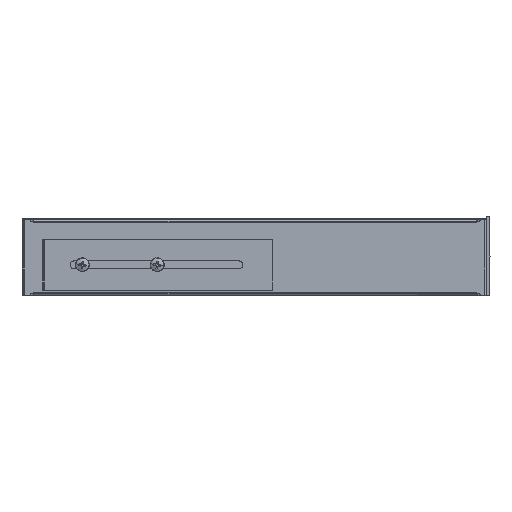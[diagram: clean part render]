
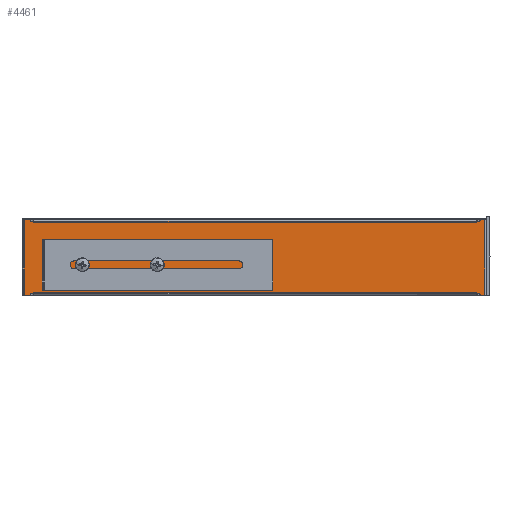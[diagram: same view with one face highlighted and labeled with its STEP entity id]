
A CAD part, left-side view. The second image highlights one B-rep face of the part: STEP entity #4461.
In plain terms, the highlighted planar face has unit normal (-1, 0, 0).
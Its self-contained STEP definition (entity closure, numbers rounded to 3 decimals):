
#413=FACE_BOUND('',#7627,.T.);
#414=FACE_BOUND('',#7628,.T.);
#4461=ADVANCED_FACE('',(#5929,#413,#414),#34628,.T.);
#5929=FACE_OUTER_BOUND('',#7626,.T.);
#7626=EDGE_LOOP('',(#12227,#12228,#12229,#12230,#12231,#12232,#12233,#12234,
#12235,#12236,#12237,#12238));
#7627=EDGE_LOOP('',(#12239,#12240));
#7628=EDGE_LOOP('',(#12241,#12242));
#12227=ORIENTED_EDGE('',*,*,#18342,.T.);
#12228=ORIENTED_EDGE('',*,*,#18340,.T.);
#12229=ORIENTED_EDGE('',*,*,#17310,.T.);
#12230=ORIENTED_EDGE('',*,*,#17282,.T.);
#12231=ORIENTED_EDGE('',*,*,#17302,.T.);
#12232=ORIENTED_EDGE('',*,*,#17298,.T.);
#12233=ORIENTED_EDGE('',*,*,#17313,.F.);
#12234=ORIENTED_EDGE('',*,*,#17283,.T.);
#12235=ORIENTED_EDGE('',*,*,#17321,.T.);
#12236=ORIENTED_EDGE('',*,*,#17311,.F.);
#12237=ORIENTED_EDGE('',*,*,#17337,.T.);
#12238=ORIENTED_EDGE('',*,*,#18341,.T.);
#12239=ORIENTED_EDGE('',*,*,#17362,.T.);
#12240=ORIENTED_EDGE('',*,*,#18397,.T.);
#12241=ORIENTED_EDGE('',*,*,#17365,.T.);
#12242=ORIENTED_EDGE('',*,*,#18400,.T.);
#17282=EDGE_CURVE('',#21045,#21044,#32562,.T.);
#17283=EDGE_CURVE('',#21040,#21028,#32563,.T.);
#17298=EDGE_CURVE('',#21016,#21043,#32577,.T.);
#17302=EDGE_CURVE('',#21044,#21016,#25358,.T.);
#17310=EDGE_CURVE('',#21022,#21045,#25362,.T.);
#17311=EDGE_CURVE('',#21047,#21046,#32582,.T.);
#17313=EDGE_CURVE('',#21040,#21043,#32584,.T.);
#17321=EDGE_CURVE('',#21028,#21046,#25367,.T.);
#17337=EDGE_CURVE('',#21047,#21034,#25374,.T.);
#17362=EDGE_CURVE('',#21060,#21751,#25382,.T.);
#17365=EDGE_CURVE('',#21062,#21753,#25384,.T.);
#18340=EDGE_CURVE('',#21708,#21022,#33110,.T.);
#18341=EDGE_CURVE('',#21034,#21709,#33111,.T.);
#18342=EDGE_CURVE('',#21709,#21708,#33112,.T.);
#18397=EDGE_CURVE('',#21751,#21060,#25494,.T.);
#18400=EDGE_CURVE('',#21753,#21062,#25496,.T.);
#21016=VERTEX_POINT('',#55196);
#21022=VERTEX_POINT('',#55202);
#21028=VERTEX_POINT('',#55208);
#21034=VERTEX_POINT('',#55214);
#21040=VERTEX_POINT('',#55220);
#21043=VERTEX_POINT('',#55223);
#21044=VERTEX_POINT('',#55224);
#21045=VERTEX_POINT('',#55225);
#21046=VERTEX_POINT('',#55226);
#21047=VERTEX_POINT('',#55227);
#21060=VERTEX_POINT('',#55240);
#21062=VERTEX_POINT('',#55242);
#21708=VERTEX_POINT('',#55888);
#21709=VERTEX_POINT('',#55889);
#21751=VERTEX_POINT('',#55931);
#21753=VERTEX_POINT('',#55933);
#25358=TRIMMED_CURVE($,#27156,(#56451),(#56452),.T.,.CARTESIAN.);
#25362=TRIMMED_CURVE($,#27160,(#56481),(#56482),.T.,.CARTESIAN.);
#25367=TRIMMED_CURVE($,#27165,(#56508),(#56509),.T.,.CARTESIAN.);
#25374=TRIMMED_CURVE($,#27172,(#56547),(#56548),.T.,.CARTESIAN.);
#25382=TRIMMED_CURVE($,#27180,(#56697),(#56698),.T.,.CARTESIAN.);
#25384=TRIMMED_CURVE($,#27182,(#56705),(#56706),.T.,.CARTESIAN.);
#25494=TRIMMED_CURVE($,#27292,(#60783),(#60784),.T.,.CARTESIAN.);
#25496=TRIMMED_CURVE($,#27294,(#60791),(#60792),.T.,.CARTESIAN.);
#27156=CIRCLE('',#37799,1.5);
#27160=CIRCLE('',#37803,1.5);
#27165=CIRCLE('',#37808,1.5);
#27172=CIRCLE('',#37815,1.5);
#27180=CIRCLE('',#37823,2.7);
#27182=CIRCLE('',#37825,2.7);
#27292=CIRCLE('',#37935,2.7);
#27294=CIRCLE('',#37937,2.7);
#32562=B_SPLINE_CURVE_WITH_KNOTS('',1,(#56408,#56409),.UNSPECIFIED.,.F.,
 .F.,(2,2),(0.,388.),.UNSPECIFIED.);
#32563=B_SPLINE_CURVE_WITH_KNOTS('',1,(#56410,#56411),.UNSPECIFIED.,.F.,
 .F.,(2,2),(0.,4.),.UNSPECIFIED.);
#32577=B_SPLINE_CURVE_WITH_KNOTS('',1,(#56440,#56441),.UNSPECIFIED.,.F.,
 .F.,(2,2),(0.,4.),.UNSPECIFIED.);
#32582=B_SPLINE_CURVE_WITH_KNOTS('',1,(#56483,#56484),.UNSPECIFIED.,.F.,
 .F.,(2,2),(0.,388.),.UNSPECIFIED.);
#32584=B_SPLINE_CURVE_WITH_KNOTS('',1,(#56487,#56488),.UNSPECIFIED.,.F.,
 .F.,(2,2),(0.,65.5),.UNSPECIFIED.);
#33110=B_SPLINE_CURVE_WITH_KNOTS('',1,(#60632,#60633),.UNSPECIFIED.,.F.,
 .F.,(2,2),(1.5,7.),.UNSPECIFIED.);
#33111=B_SPLINE_CURVE_WITH_KNOTS('',1,(#60634,#60635),.UNSPECIFIED.,.F.,
 .F.,(2,2),(0.,5.5),.UNSPECIFIED.);
#33112=B_SPLINE_CURVE_WITH_KNOTS('',1,(#60636,#60637),.UNSPECIFIED.,.F.,
 .F.,(2,2),(0.,65.5),.UNSPECIFIED.);
#34628=PLANE('',#37717);
#37717=AXIS2_PLACEMENT_3D('',#55064,#41878,$);
#37799=AXIS2_PLACEMENT_3D($,#56450,#42002,#42003);
#37803=AXIS2_PLACEMENT_3D($,#56480,#42010,#42011);
#37808=AXIS2_PLACEMENT_3D($,#56507,#42020,#42021);
#37815=AXIS2_PLACEMENT_3D($,#56546,#42034,#42035);
#37823=AXIS2_PLACEMENT_3D($,#56696,#42050,#42051);
#37825=AXIS2_PLACEMENT_3D($,#56704,#42054,#42055);
#37935=AXIS2_PLACEMENT_3D($,#60782,#42274,#42275);
#37937=AXIS2_PLACEMENT_3D($,#60790,#42278,#42279);
#41878=DIRECTION('',(-1.,0.,0.));
#42002=DIRECTION('',(1.,0.,0.));
#42003=DIRECTION('',(0.,0.,1.));
#42010=DIRECTION('',(1.,0.,0.));
#42011=DIRECTION('',(0.,1.,0.));
#42020=DIRECTION('',(1.,0.,0.));
#42021=DIRECTION('',(0.,-1.,0.));
#42034=DIRECTION('',(1.,0.,0.));
#42035=DIRECTION('',(0.,0.,-1.));
#42050=DIRECTION('',(1.,0.,0.));
#42051=DIRECTION('',(0.,-0.991,-0.137));
#42054=DIRECTION('',(1.,0.,0.));
#42055=DIRECTION('',(0.,-0.991,-0.137));
#42274=DIRECTION('',(1.,0.,0.));
#42275=DIRECTION('',(0.,0.991,0.137));
#42278=DIRECTION('',(1.,0.,0.));
#42279=DIRECTION('',(0.,0.991,0.137));
#55064=CARTESIAN_POINT('',(-217.5,201.003,62.5));
#55196=CARTESIAN_POINT('',(-217.5,-195.497,-3.));
#55202=CARTESIAN_POINT('',(-217.5,195.503,-3.));
#55208=CARTESIAN_POINT('',(-217.5,-195.497,62.5));
#55214=CARTESIAN_POINT('',(-217.5,195.503,62.5));
#55220=CARTESIAN_POINT('',(-217.5,-199.497,62.5));
#55223=CARTESIAN_POINT('',(-217.5,-199.497,-3.));
#55224=CARTESIAN_POINT('',(-217.5,-193.997,-1.5));
#55225=CARTESIAN_POINT('',(-217.5,194.003,-1.5));
#55226=CARTESIAN_POINT('',(-217.5,-193.997,61.));
#55227=CARTESIAN_POINT('',(-217.5,194.003,61.));
#55240=CARTESIAN_POINT('',(-217.5,147.329,23.005));
#55242=CARTESIAN_POINT('',(-217.5,82.329,23.005));
#55888=CARTESIAN_POINT('',(-217.5,201.003,-3.));
#55889=CARTESIAN_POINT('',(-217.5,201.003,62.5));
#55931=CARTESIAN_POINT('',(-217.5,152.678,23.745));
#55933=CARTESIAN_POINT('',(-217.5,87.678,23.745));
#56408=CARTESIAN_POINT('',(-217.5,194.003,-1.5));
#56409=CARTESIAN_POINT('',(-217.5,-193.997,-1.5));
#56410=CARTESIAN_POINT('',(-217.5,-199.497,62.5));
#56411=CARTESIAN_POINT('',(-217.5,-195.497,62.5));
#56440=CARTESIAN_POINT('',(-217.5,-195.497,-3.));
#56441=CARTESIAN_POINT('',(-217.5,-199.497,-3.));
#56450=CARTESIAN_POINT('',(-217.5,-193.997,-3.));
#56451=CARTESIAN_POINT('',(-217.5,-193.997,-1.5));
#56452=CARTESIAN_POINT('',(-217.5,-195.497,-3.));
#56480=CARTESIAN_POINT('',(-217.5,194.003,-3.));
#56481=CARTESIAN_POINT('',(-217.5,195.503,-3.));
#56482=CARTESIAN_POINT('',(-217.5,194.003,-1.5));
#56483=CARTESIAN_POINT('',(-217.5,194.003,61.));
#56484=CARTESIAN_POINT('',(-217.5,-193.997,61.));
#56487=CARTESIAN_POINT('',(-217.5,-199.497,62.5));
#56488=CARTESIAN_POINT('',(-217.5,-199.497,-3.));
#56507=CARTESIAN_POINT('',(-217.5,-193.997,62.5));
#56508=CARTESIAN_POINT('',(-217.5,-195.497,62.5));
#56509=CARTESIAN_POINT('',(-217.5,-193.997,61.));
#56546=CARTESIAN_POINT('',(-217.5,194.003,62.5));
#56547=CARTESIAN_POINT('',(-217.5,194.003,61.));
#56548=CARTESIAN_POINT('',(-217.5,195.503,62.5));
#56696=CARTESIAN_POINT('',(-217.5,150.003,23.375));
#56697=CARTESIAN_POINT('',(-217.5,147.329,23.005));
#56698=CARTESIAN_POINT('',(-217.5,152.678,23.745));
#56704=CARTESIAN_POINT('',(-217.5,85.003,23.375));
#56705=CARTESIAN_POINT('',(-217.5,82.329,23.005));
#56706=CARTESIAN_POINT('',(-217.5,87.678,23.745));
#60632=CARTESIAN_POINT('',(-217.5,201.003,-3.));
#60633=CARTESIAN_POINT('',(-217.5,195.503,-3.));
#60634=CARTESIAN_POINT('',(-217.5,195.503,62.5));
#60635=CARTESIAN_POINT('',(-217.5,201.003,62.5));
#60636=CARTESIAN_POINT('',(-217.5,201.003,62.5));
#60637=CARTESIAN_POINT('',(-217.5,201.003,-3.));
#60782=CARTESIAN_POINT('',(-217.5,150.003,23.375));
#60783=CARTESIAN_POINT('',(-217.5,152.678,23.745));
#60784=CARTESIAN_POINT('',(-217.5,147.329,23.005));
#60790=CARTESIAN_POINT('',(-217.5,85.003,23.375));
#60791=CARTESIAN_POINT('',(-217.5,87.678,23.745));
#60792=CARTESIAN_POINT('',(-217.5,82.329,23.005));
